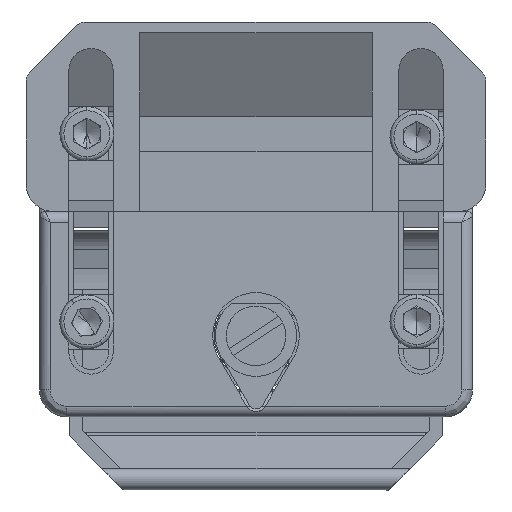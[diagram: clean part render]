
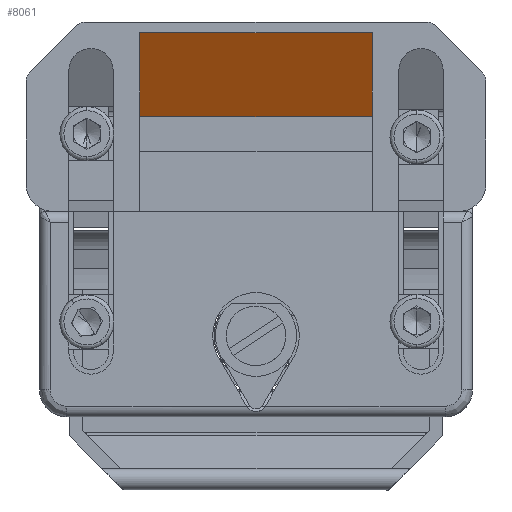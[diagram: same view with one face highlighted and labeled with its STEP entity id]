
A CAD part, front view. The second image highlights one B-rep face of the part: STEP entity #8061.
In plain terms, the highlighted planar face has unit normal (0, -0.866, -0.5).
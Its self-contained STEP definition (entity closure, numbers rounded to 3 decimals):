
#600 = DIRECTION ( 'NONE',  ( 0., 0.5, -0.866 ) ) ;
#1532 = DIRECTION ( 'NONE',  ( -1., 0., 0. ) ) ;
#3060 = DIRECTION ( 'NONE',  ( -1., 0., 0. ) ) ;
#3227 = VECTOR ( 'NONE', #4355, 1000. ) ;
#3271 = CARTESIAN_POINT ( 'NONE',  ( 10.592, -29.173, 56.134 ) ) ;
#4275 = ORIENTED_EDGE ( 'NONE', *, *, #16248, .T. ) ;
#4355 = DIRECTION ( 'NONE',  ( 0., 0.5, -0.866 ) ) ;
#4543 = CARTESIAN_POINT ( 'NONE',  ( 10.592, -29.173, 56.134 ) ) ;
#4578 = DIRECTION ( 'NONE',  ( 0., 0.866, 0.5 ) ) ;
#4605 = CARTESIAN_POINT ( 'NONE',  ( -32.408, -29.173, 56.134 ) ) ;
#5843 = LINE ( 'NONE', #4543, #3227 ) ;
#6205 = CARTESIAN_POINT ( 'NONE',  ( 10.592, -20.204, 40.598 ) ) ;
#6587 = CARTESIAN_POINT ( 'NONE',  ( 10.592, -29.173, 56.134 ) ) ;
#6950 = ORIENTED_EDGE ( 'NONE', *, *, #15709, .T. ) ;
#7842 = VECTOR ( 'NONE', #1532, 1000. ) ;
#8061 = ADVANCED_FACE ( 'NONE', ( #14739 ), #11853, .F. ) ;
#8571 = ORIENTED_EDGE ( 'NONE', *, *, #18191, .F. ) ;
#8752 = LINE ( 'NONE', #14345, #11563 ) ;
#8796 = VERTEX_POINT ( 'NONE', #14506 ) ;
#9484 = CARTESIAN_POINT ( 'NONE',  ( -32.408, -20.204, 40.598 ) ) ;
#9823 = VERTEX_POINT ( 'NONE', #9484 ) ;
#10090 = EDGE_CURVE ( 'NONE', #8796, #9823, #10222, .T. ) ;
#10222 = LINE ( 'NONE', #6205, #7842 ) ;
#10596 = LINE ( 'NONE', #17568, #14202 ) ;
#10610 = ORIENTED_EDGE ( 'NONE', *, *, #10090, .F. ) ;
#11415 = AXIS2_PLACEMENT_3D ( 'NONE', #3271, #4578, #15961 ) ;
#11563 = VECTOR ( 'NONE', #3060, 1000. ) ;
#11853 = PLANE ( 'NONE',  #11415 ) ;
#11920 = VERTEX_POINT ( 'NONE', #6587 ) ;
#14202 = VECTOR ( 'NONE', #600, 1000. ) ;
#14345 = CARTESIAN_POINT ( 'NONE',  ( 10.592, -29.173, 56.134 ) ) ;
#14506 = CARTESIAN_POINT ( 'NONE',  ( 10.592, -20.204, 40.598 ) ) ;
#14739 = FACE_OUTER_BOUND ( 'NONE', #16329, .T. ) ;
#15709 = EDGE_CURVE ( 'NONE', #11920, #16628, #8752, .T. ) ;
#15961 = DIRECTION ( 'NONE',  ( 0., -0.5, 0.866 ) ) ;
#16248 = EDGE_CURVE ( 'NONE', #16628, #9823, #10596, .T. ) ;
#16329 = EDGE_LOOP ( 'NONE', ( #10610, #8571, #6950, #4275 ) ) ;
#16628 = VERTEX_POINT ( 'NONE', #4605 ) ;
#17568 = CARTESIAN_POINT ( 'NONE',  ( -32.408, -29.173, 56.134 ) ) ;
#18191 = EDGE_CURVE ( 'NONE', #11920, #8796, #5843, .T. ) ;
